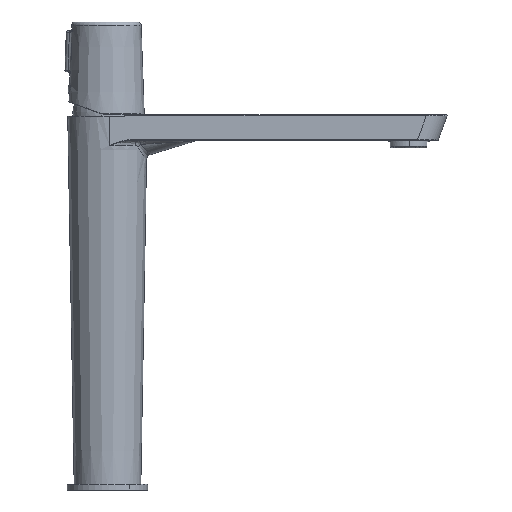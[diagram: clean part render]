
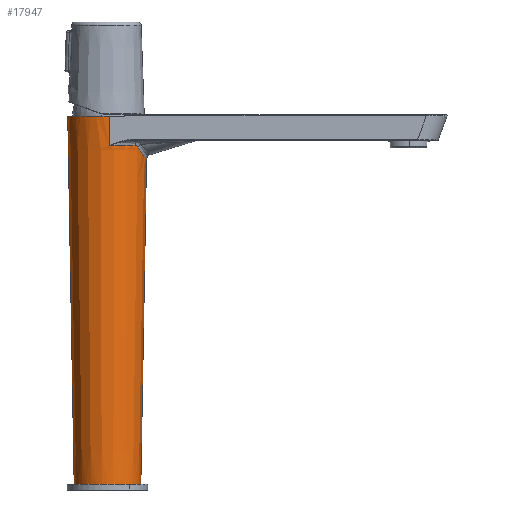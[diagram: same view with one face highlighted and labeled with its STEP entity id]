
A CAD part, front view. The second image highlights one B-rep face of the part: STEP entity #17947.
In plain terms, the highlighted conical face has half-angle 1 degrees and reference radius 23.278 mm.
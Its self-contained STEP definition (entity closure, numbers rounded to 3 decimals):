
#1019 = CARTESIAN_POINT ( 'NONE',  ( 17.464, -14.92, 198.739 ) ) ;
#1158 = CARTESIAN_POINT ( 'NONE',  ( 16.107, -16.388, 199.252 ) ) ;
#1364 = CARTESIAN_POINT ( 'NONE',  ( 22.453, -4.204, 191.548 ) ) ;
#1500 = CARTESIAN_POINT ( 'NONE',  ( 18.997, -12.887, 196.23 ) ) ;
#1653 = DIRECTION ( 'NONE',  ( 0., 0., 1. ) ) ;
#2083 = CARTESIAN_POINT ( 'NONE',  ( 0., 0., 0.75 ) ) ;
#2330 = DIRECTION ( 'NONE',  ( 0., 0., -1. ) ) ;
#2661 = AXIS2_PLACEMENT_3D ( 'NONE', #15456, #37467, #18630 ) ;
#2680 = B_SPLINE_CURVE_WITH_KNOTS ( 'NONE', 3,
 ( #23201, #4401, #32712, #13882, #35909, #17089, #39089, #20215, #1364, #23346, #4534, #26533, #7709, #29665, #10871, #32848, #14024, #36041, #17220, #39237, #20349, #1500, #23490, #4684 ),
 .UNSPECIFIED., .F., .F.,
 ( 4, 2, 2, 1, 2, 2, 2, 2, 1, 2, 2, 2, 4 ),
 ( 0.501, 0.563, 0.594, 0.61, 0.618, 0.626, 0.688, 0.719, 0.735, 0.743, 0.75, 0.875, 1. ),
 .UNSPECIFIED. ) ;
#3534 = DIRECTION ( 'NONE',  ( 0.017, 0., 1. ) ) ;
#3741 = ORIENTED_EDGE ( 'NONE', *, *, #30376, .T. ) ;
#3859 = CARTESIAN_POINT ( 'NONE',  ( 17.762, -14.552, 198.34 ) ) ;
#4180 = CARTESIAN_POINT ( 'NONE',  ( 17.439, -14.95, 198.763 ) ) ;
#4401 = CARTESIAN_POINT ( 'NONE',  ( 22.835, -0.732, 191.076 ) ) ;
#4534 = CARTESIAN_POINT ( 'NONE',  ( 22.283, -5.096, 191.758 ) ) ;
#4576 = AXIS2_PLACEMENT_3D ( 'NONE', #2083, #24082, #5267 ) ;
#4675 = VERTEX_POINT ( 'NONE', #3859 ) ;
#4684 = CARTESIAN_POINT ( 'NONE',  ( 17.762, -14.552, 198.34 ) ) ;
#5230 = EDGE_CURVE ( 'NONE', #6058, #23726, #14247, .T. ) ;
#5267 = DIRECTION ( 'NONE',  ( 1., 0., 0. ) ) ;
#5709 = CARTESIAN_POINT ( 'NONE',  ( -19.513, 0., 0.75 ) ) ;
#6058 = VERTEX_POINT ( 'NONE', #31176 ) ;
#7357 = CARTESIAN_POINT ( 'NONE',  ( 17.308, -15.104, 198.878 ) ) ;
#7709 = CARTESIAN_POINT ( 'NONE',  ( 21.826, -6.796, 192.33 ) ) ;
#10507 = VERTEX_POINT ( 'NONE', #40560 ) ;
#10515 = ORIENTED_EDGE ( 'NONE', *, *, #23585, .T. ) ;
#10526 = CARTESIAN_POINT ( 'NONE',  ( 17.156, -15.279, 198.981 ) ) ;
#10871 = CARTESIAN_POINT ( 'NONE',  ( 21.558, -7.616, 192.672 ) ) ;
#11997 = LINE ( 'NONE', #25549, #19356 ) ;
#12166 = EDGE_CURVE ( 'NONE', #31864, #23726, #37604, .T. ) ;
#12467 = CONICAL_SURFACE ( 'NONE', #29273, 23.278, 0.017 ) ;
#13432 = FACE_OUTER_BOUND ( 'NONE', #25155, .T. ) ;
#13439 = CARTESIAN_POINT ( 'NONE',  ( 1.103, -22.951, 199.252 ) ) ;
#13680 = CARTESIAN_POINT ( 'NONE',  ( 17.066, -15.381, 199.031 ) ) ;
#13686 = CIRCLE ( 'NONE', #4576, 19.513 ) ;
#13882 = CARTESIAN_POINT ( 'NONE',  ( 22.697, -2.564, 191.247 ) ) ;
#14024 = CARTESIAN_POINT ( 'NONE',  ( 21.385, -8.099, 192.895 ) ) ;
#14247 = CIRCLE ( 'NONE', #2661, 23.278 ) ;
#14520 = ORIENTED_EDGE ( 'NONE', *, *, #38326, .T. ) ;
#15456 = CARTESIAN_POINT ( 'NONE',  ( 0., 0., 216.45 ) ) ;
#15685 = B_SPLINE_CURVE_WITH_KNOTS ( 'NONE', 3,
 ( #13439, #35464, #16633, #38641 ),
 .UNSPECIFIED., .F., .F.,
 ( 4, 4 ),
 ( 0., 1. ),
 .UNSPECIFIED. ) ;
#16633 = CARTESIAN_POINT ( 'NONE',  ( 1.113, -23.151, 210.717 ) ) ;
#16729 = CARTESIAN_POINT ( 'NONE',  ( 17.585, -14.772, 198.605 ) ) ;
#16863 = CARTESIAN_POINT ( 'NONE',  ( 17.037, -15.413, 199.046 ) ) ;
#17089 = CARTESIAN_POINT ( 'NONE',  ( 22.575, -3.477, 191.397 ) ) ;
#17220 = CARTESIAN_POINT ( 'NONE',  ( 21.296, -8.336, 193.012 ) ) ;
#17443 = ORIENTED_EDGE ( 'NONE', *, *, #25998, .T. ) ;
#17837 = VERTEX_POINT ( 'NONE', #29411 ) ;
#17947 = ADVANCED_FACE ( 'NONE', ( #13432 ), #12467, .T. ) ;
#18630 = DIRECTION ( 'NONE',  ( 1., 0., 0. ) ) ;
#19356 = VECTOR ( 'NONE', #3534, 1000. ) ;
#19856 = CARTESIAN_POINT ( 'NONE',  ( 17.488, -14.891, 198.715 ) ) ;
#20002 = CARTESIAN_POINT ( 'NONE',  ( 16.452, -16.048, 199.252 ) ) ;
#20215 = CARTESIAN_POINT ( 'NONE',  ( 22.486, -4.023, 191.508 ) ) ;
#20349 = CARTESIAN_POINT ( 'NONE',  ( 20.195, -10.849, 194.468 ) ) ;
#20513 = CIRCLE ( 'NONE', #34373, 22.978 ) ;
#20594 = B_SPLINE_CURVE_WITH_KNOTS ( 'NONE', 3,
 ( #22858, #32356, #35565, #16729, #38743, #19856, #1019, #23004, #4180, #26179, #7357, #29330, #10526, #32489, #13680, #35703, #16863, #38876, #20002, #1158 ),
 .UNSPECIFIED., .F., .F.,
 ( 4, 2, 1, 1, 2, 2, 2, 1, 1, 2, 2, 4 ),
 ( 0., 0.125, 0.187, 0.219, 0.234, 0.25, 0.375, 0.437, 0.469, 0.484, 0.5, 1. ),
 .UNSPECIFIED. ) ;
#21158 = CARTESIAN_POINT ( 'NONE',  ( 0., 0., 199.252 ) ) ;
#22858 = CARTESIAN_POINT ( 'NONE',  ( 17.762, -14.552, 198.34 ) ) ;
#23004 = CARTESIAN_POINT ( 'NONE',  ( 17.448, -14.939, 198.755 ) ) ;
#23201 = CARTESIAN_POINT ( 'NONE',  ( 22.835, 0., 191.076 ) ) ;
#23346 = CARTESIAN_POINT ( 'NONE',  ( 22.436, -4.297, 191.57 ) ) ;
#23490 = CARTESIAN_POINT ( 'NONE',  ( 18.373, -13.776, 197.227 ) ) ;
#23502 = DIRECTION ( 'NONE',  ( 1., 0., 0. ) ) ;
#23585 = EDGE_CURVE ( 'NONE', #31864, #10507, #13686, .T. ) ;
#23726 = VERTEX_POINT ( 'NONE', #24629 ) ;
#24082 = DIRECTION ( 'NONE',  ( 0., 0., 1. ) ) ;
#24328 = DIRECTION ( 'NONE',  ( 1., 0., 0. ) ) ;
#24629 = CARTESIAN_POINT ( 'NONE',  ( -23.278, 0., 216.45 ) ) ;
#25155 = EDGE_LOOP ( 'NONE', ( #37692, #10515, #32265, #3741, #17443, #14520, #33188, #40068 ) ) ;
#25250 = CARTESIAN_POINT ( 'NONE',  ( -23.278, 0., 216.45 ) ) ;
#25549 = CARTESIAN_POINT ( 'NONE',  ( 23.278, 0., 216.45 ) ) ;
#25998 = EDGE_CURVE ( 'NONE', #4675, #34065, #20594, .T. ) ;
#26179 = CARTESIAN_POINT ( 'NONE',  ( 17.372, -15.029, 198.826 ) ) ;
#26533 = CARTESIAN_POINT ( 'NONE',  ( 22.117, -5.788, 191.964 ) ) ;
#28035 = CARTESIAN_POINT ( 'NONE',  ( 1.103, -22.951, 199.252 ) ) ;
#28124 = DIRECTION ( 'NONE',  ( -0.017, 0., 1. ) ) ;
#29273 = AXIS2_PLACEMENT_3D ( 'NONE', #29958, #1653, #23502 ) ;
#29330 = CARTESIAN_POINT ( 'NONE',  ( 17.208, -15.22, 198.948 ) ) ;
#29411 = CARTESIAN_POINT ( 'NONE',  ( 22.835, 0., 191.076 ) ) ;
#29665 = CARTESIAN_POINT ( 'NONE',  ( 21.723, -7.127, 192.461 ) ) ;
#29958 = CARTESIAN_POINT ( 'NONE',  ( 0., 0., 216.45 ) ) ;
#30168 = VECTOR ( 'NONE', #28124, 1000. ) ;
#30376 = EDGE_CURVE ( 'NONE', #17837, #4675, #2680, .T. ) ;
#30672 = EDGE_CURVE ( 'NONE', #10507, #17837, #11997, .T. ) ;
#31176 = CARTESIAN_POINT ( 'NONE',  ( 1.117, -23.251, 216.45 ) ) ;
#31864 = VERTEX_POINT ( 'NONE', #5709 ) ;
#31974 = CARTESIAN_POINT ( 'NONE',  ( 16.107, -16.388, 199.252 ) ) ;
#32231 = VERTEX_POINT ( 'NONE', #28035 ) ;
#32265 = ORIENTED_EDGE ( 'NONE', *, *, #30672, .T. ) ;
#32356 = CARTESIAN_POINT ( 'NONE',  ( 17.718, -14.608, 198.421 ) ) ;
#32489 = CARTESIAN_POINT ( 'NONE',  ( 17.093, -15.35, 199.017 ) ) ;
#32712 = CARTESIAN_POINT ( 'NONE',  ( 22.801, -1.465, 191.119 ) ) ;
#32848 = CARTESIAN_POINT ( 'NONE',  ( 21.473, -7.859, 192.781 ) ) ;
#33188 = ORIENTED_EDGE ( 'NONE', *, *, #34111, .T. ) ;
#34065 = VERTEX_POINT ( 'NONE', #31974 ) ;
#34111 = EDGE_CURVE ( 'NONE', #32231, #6058, #15685, .T. ) ;
#34373 = AXIS2_PLACEMENT_3D ( 'NONE', #21158, #2330, #24328 ) ;
#35464 = CARTESIAN_POINT ( 'NONE',  ( 1.108, -23.051, 204.985 ) ) ;
#35565 = CARTESIAN_POINT ( 'NONE',  ( 17.668, -14.671, 198.497 ) ) ;
#35703 = CARTESIAN_POINT ( 'NONE',  ( 17.047, -15.402, 199.041 ) ) ;
#35909 = CARTESIAN_POINT ( 'NONE',  ( 22.654, -2.929, 191.301 ) ) ;
#36041 = CARTESIAN_POINT ( 'NONE',  ( 21.326, -8.258, 192.973 ) ) ;
#37467 = DIRECTION ( 'NONE',  ( 0., 0., -1. ) ) ;
#37604 = LINE ( 'NONE', #25250, #30168 ) ;
#37692 = ORIENTED_EDGE ( 'NONE', *, *, #12166, .F. ) ;
#38326 = EDGE_CURVE ( 'NONE', #34065, #32231, #20513, .T. ) ;
#38641 = CARTESIAN_POINT ( 'NONE',  ( 1.117, -23.251, 216.45 ) ) ;
#38743 = CARTESIAN_POINT ( 'NONE',  ( 17.542, -14.825, 198.657 ) ) ;
#38876 = CARTESIAN_POINT ( 'NONE',  ( 16.758, -15.725, 199.185 ) ) ;
#39089 = CARTESIAN_POINT ( 'NONE',  ( 22.533, -3.75, 191.45 ) ) ;
#39237 = CARTESIAN_POINT ( 'NONE',  ( 20.769, -9.7, 193.702 ) ) ;
#40068 = ORIENTED_EDGE ( 'NONE', *, *, #5230, .T. ) ;
#40560 = CARTESIAN_POINT ( 'NONE',  ( 19.513, 0., 0.75 ) ) ;
